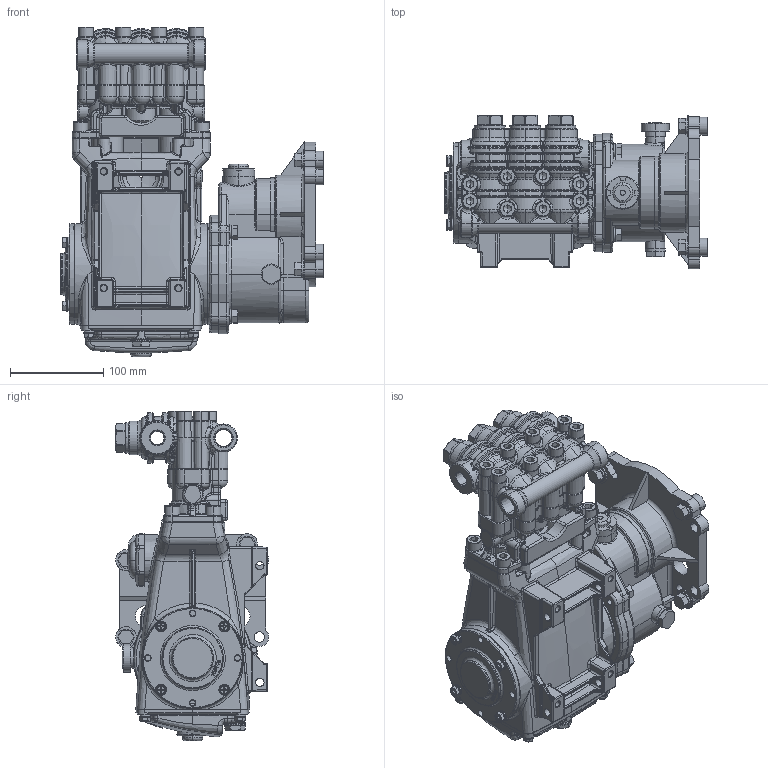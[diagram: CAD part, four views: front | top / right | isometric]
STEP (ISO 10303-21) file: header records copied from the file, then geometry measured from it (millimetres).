
FILE_DESCRIPTION (( 'STEP AP203' ), '1' );
FILE_NAME ('700G1.STEP', '2025-05-23T14:59:24', ( '' ), ( '' ), 'SwSTEP 2.0', 'SolidWorks 2025', '' );
FILE_SCHEMA (( 'CONFIG_CONTROL_DESIGN' ));
Length unit declared in the file: inch
Products named in the file (1): 700G1
Bounding box: 281.58 x 164.52 x 353 mm (x, y, z)
Surface area: 425714 mm2 (no closed solid volume)
Topology: 0 solids, 54 shells, 3530 faces, 10579 edges, 6730 vertices
Faces by surface type: bspline 964, plane 893, cylinder 863, torus 419, cone 313, sphere 78
Entity records: 169720 total; most frequent: CARTESIAN_POINT 84623, ORIENTED_EDGE 18066, DIRECTION 16231, EDGE_CURVE 10432, VERTEX_POINT 6714, AXIS2_PLACEMENT_3D 6546, CIRCLE 3979, EDGE_LOOP 3811
